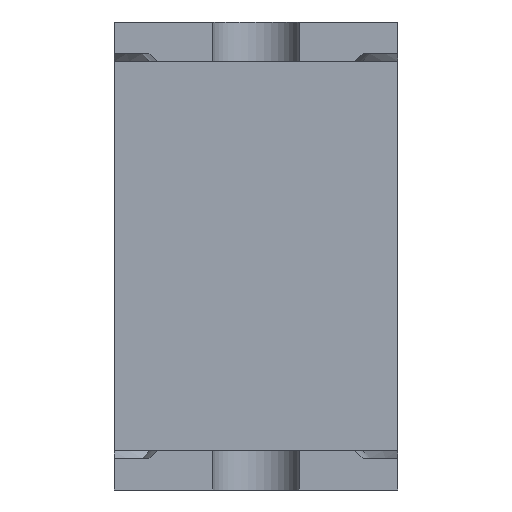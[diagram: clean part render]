
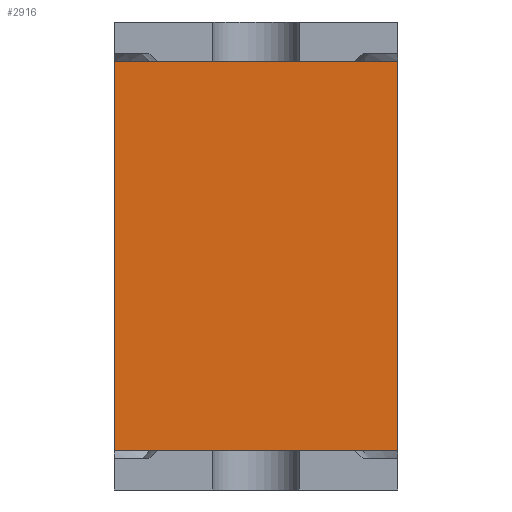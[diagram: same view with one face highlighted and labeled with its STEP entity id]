
A CAD part, front view. The second image highlights one B-rep face of the part: STEP entity #2916.
In plain terms, the highlighted planar face has unit normal (0, -1, 0).
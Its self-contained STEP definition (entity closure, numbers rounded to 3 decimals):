
#104=LINE('',#4015,#436);
#117=LINE('',#4043,#449);
#148=LINE('',#4139,#480);
#180=LINE('',#4200,#512);
#436=VECTOR('',#3221,10.);
#449=VECTOR('',#3236,10.);
#480=VECTOR('',#3299,10.);
#512=VECTOR('',#3335,10.);
#859=PLANE('',#3107);
#990=FACE_OUTER_BOUND('',#1173,.T.);
#1173=EDGE_LOOP('',(#2634,#2635,#2636,#2637));
#1330=VERTEX_POINT('',#4012);
#1331=VERTEX_POINT('',#4014);
#1342=VERTEX_POINT('',#4041);
#1382=VERTEX_POINT('',#4138);
#1599=EDGE_CURVE('',#1330,#1331,#104,.T.);
#1613=EDGE_CURVE('',#1330,#1342,#117,.T.);
#1657=EDGE_CURVE('',#1331,#1382,#148,.T.);
#1689=EDGE_CURVE('',#1382,#1342,#180,.T.);
#2634=ORIENTED_EDGE('',*,*,#1613,.T.);
#2635=ORIENTED_EDGE('',*,*,#1689,.F.);
#2636=ORIENTED_EDGE('',*,*,#1657,.F.);
#2637=ORIENTED_EDGE('',*,*,#1599,.F.);
#2916=ADVANCED_FACE('',(#990),#859,.T.);
#3107=AXIS2_PLACEMENT_3D('',#4659,#3778,#3779);
#3221=DIRECTION('',(-1.,0.,0.));
#3236=DIRECTION('',(0.,0.,1.));
#3299=DIRECTION('',(0.,0.,1.));
#3335=DIRECTION('',(1.,0.,0.));
#3778=DIRECTION('center_axis',(0.,-1.,0.));
#3779=DIRECTION('ref_axis',(1.,0.,0.));
#4012=CARTESIAN_POINT('',(18.,37.014,-24.6));
#4014=CARTESIAN_POINT('',(-18.,37.014,-24.6));
#4015=CARTESIAN_POINT('',(-9.,37.014,-24.6));
#4041=CARTESIAN_POINT('',(18.,37.014,24.9));
#4043=CARTESIAN_POINT('',(18.,37.014,24.7));
#4138=CARTESIAN_POINT('',(-18.,37.014,24.9));
#4139=CARTESIAN_POINT('',(-18.,37.014,24.7));
#4200=CARTESIAN_POINT('',(-9.,37.014,24.9));
#4659=CARTESIAN_POINT('Origin',(-18.,37.014,24.7));
